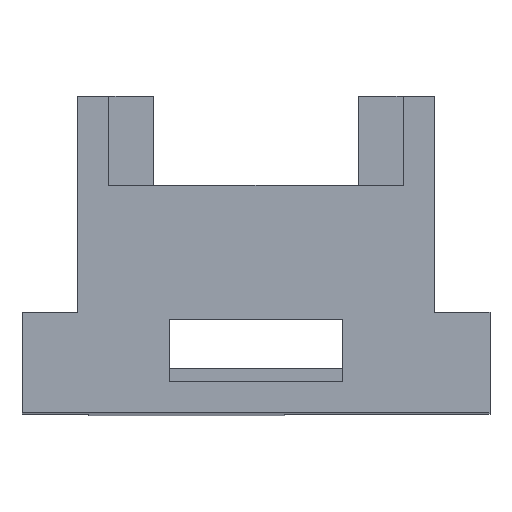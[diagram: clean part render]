
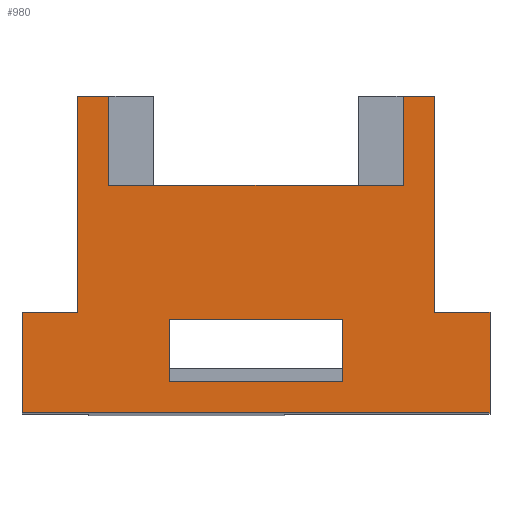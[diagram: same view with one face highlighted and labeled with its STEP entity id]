
A CAD part, top view. The second image highlights one B-rep face of the part: STEP entity #980.
In plain terms, the highlighted planar face has unit normal (0, 0, 1).
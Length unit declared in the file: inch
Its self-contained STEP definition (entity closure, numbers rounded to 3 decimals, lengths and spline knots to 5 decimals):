
#16=FACE_BOUND('',#114,.T.);
#64=FACE_OUTER_BOUND('',#113,.T.);
#113=EDGE_LOOP('',(#869,#870,#871,#872,#873,#874,#875,#876,#877,#878,#879,
#880));
#114=EDGE_LOOP('',(#881,#882,#883,#884));
#171=LINE('',#1400,#307);
#174=LINE('',#1405,#310);
#176=LINE('',#1410,#312);
#179=LINE('',#1415,#315);
#182=LINE('',#1420,#318);
#226=LINE('',#1512,#362);
#229=LINE('',#1518,#365);
#233=LINE('',#1526,#369);
#236=LINE('',#1531,#372);
#238=LINE('',#1535,#374);
#240=LINE('',#1538,#376);
#241=LINE('',#1540,#377);
#245=LINE('',#1546,#381);
#247=LINE('',#1551,#383);
#249=LINE('',#1554,#385);
#250=LINE('',#1556,#386);
#307=VECTOR('',#1139,0.3937);
#310=VECTOR('',#1144,0.3937);
#312=VECTOR('',#1148,0.3937);
#315=VECTOR('',#1153,0.3937);
#318=VECTOR('',#1158,0.3937);
#362=VECTOR('',#1230,0.3937);
#365=VECTOR('',#1235,0.3937);
#369=VECTOR('',#1243,0.3937);
#372=VECTOR('',#1248,0.3937);
#374=VECTOR('',#1252,0.3937);
#376=VECTOR('',#1256,0.3937);
#377=VECTOR('',#1259,0.3937);
#381=VECTOR('',#1267,0.3937);
#383=VECTOR('',#1273,0.3937);
#385=VECTOR('',#1277,0.3937);
#386=VECTOR('',#1280,0.3937);
#429=VERTEX_POINT('',#1398);
#430=VERTEX_POINT('',#1399);
#431=VERTEX_POINT('',#1404);
#432=VERTEX_POINT('',#1408);
#433=VERTEX_POINT('',#1409);
#434=VERTEX_POINT('',#1414);
#435=VERTEX_POINT('',#1418);
#468=VERTEX_POINT('',#1509);
#469=VERTEX_POINT('',#1511);
#470=VERTEX_POINT('',#1515);
#471=VERTEX_POINT('',#1517);
#472=VERTEX_POINT('',#1524);
#473=VERTEX_POINT('',#1525);
#474=VERTEX_POINT('',#1530);
#475=VERTEX_POINT('',#1534);
#476=VERTEX_POINT('',#1550);
#533=EDGE_CURVE('',#429,#430,#171,.T.);
#536=EDGE_CURVE('',#430,#431,#174,.T.);
#538=EDGE_CURVE('',#432,#433,#176,.T.);
#541=EDGE_CURVE('',#434,#432,#179,.T.);
#544=EDGE_CURVE('',#434,#435,#182,.T.);
#588=EDGE_CURVE('',#469,#468,#226,.T.);
#591=EDGE_CURVE('',#471,#470,#229,.T.);
#595=EDGE_CURVE('',#472,#473,#233,.T.);
#598=EDGE_CURVE('',#473,#474,#236,.T.);
#600=EDGE_CURVE('',#474,#475,#238,.T.);
#602=EDGE_CURVE('',#475,#472,#240,.T.);
#603=EDGE_CURVE('',#435,#471,#241,.T.);
#607=EDGE_CURVE('',#470,#469,#245,.T.);
#609=EDGE_CURVE('',#468,#476,#247,.T.);
#611=EDGE_CURVE('',#476,#431,#249,.T.);
#612=EDGE_CURVE('',#433,#429,#250,.T.);
#869=ORIENTED_EDGE('',*,*,#544,.T.);
#870=ORIENTED_EDGE('',*,*,#603,.T.);
#871=ORIENTED_EDGE('',*,*,#591,.T.);
#872=ORIENTED_EDGE('',*,*,#607,.T.);
#873=ORIENTED_EDGE('',*,*,#588,.T.);
#874=ORIENTED_EDGE('',*,*,#609,.T.);
#875=ORIENTED_EDGE('',*,*,#611,.T.);
#876=ORIENTED_EDGE('',*,*,#536,.F.);
#877=ORIENTED_EDGE('',*,*,#533,.F.);
#878=ORIENTED_EDGE('',*,*,#612,.F.);
#879=ORIENTED_EDGE('',*,*,#538,.F.);
#880=ORIENTED_EDGE('',*,*,#541,.F.);
#881=ORIENTED_EDGE('',*,*,#602,.T.);
#882=ORIENTED_EDGE('',*,*,#595,.T.);
#883=ORIENTED_EDGE('',*,*,#598,.T.);
#884=ORIENTED_EDGE('',*,*,#600,.T.);
#932=PLANE('',#1048);
#980=ADVANCED_FACE('',(#64,#16),#932,.T.);
#1048=AXIS2_PLACEMENT_3D('',#1557,#1281,#1282);
#1139=DIRECTION('',(0.,1.,0.));
#1144=DIRECTION('',(1.,0.,0.));
#1148=DIRECTION('',(0.,-1.,0.));
#1153=DIRECTION('',(1.,0.,0.));
#1158=DIRECTION('',(0.,1.,0.));
#1230=DIRECTION('',(0.,1.,0.));
#1235=DIRECTION('',(0.,-1.,0.));
#1243=DIRECTION('',(1.,0.,0.));
#1248=DIRECTION('',(0.,-1.,0.));
#1252=DIRECTION('',(-1.,0.,0.));
#1256=DIRECTION('',(0.,1.,0.));
#1259=DIRECTION('',(-1.,0.,0.));
#1267=DIRECTION('',(-1.,0.,0.));
#1273=DIRECTION('',(-1.,0.,0.));
#1277=DIRECTION('',(0.,-1.,0.));
#1280=DIRECTION('',(-1.,0.,0.));
#1281=DIRECTION('center_axis',(0.,0.,1.));
#1282=DIRECTION('ref_axis',(1.,0.,0.));
#1398=CARTESIAN_POINT('',(-0.825,-0.175,0.));
#1399=CARTESIAN_POINT('',(-0.825,0.3875,0.));
#1400=CARTESIAN_POINT('',(-0.825,0.24688,0.));
#1404=CARTESIAN_POINT('',(-0.5125,0.3875,0.));
#1405=CARTESIAN_POINT('',(-0.0125,0.3875,0.));
#1408=CARTESIAN_POINT('',(1.8,0.3875,0.));
#1409=CARTESIAN_POINT('',(1.8,-0.175,0.));
#1410=CARTESIAN_POINT('',(1.8,-0.03438,0.));
#1414=CARTESIAN_POINT('',(1.4875,0.3875,0.));
#1415=CARTESIAN_POINT('',(1.14375,0.3875,0.));
#1418=CARTESIAN_POINT('',(1.4875,1.6,0.));
#1420=CARTESIAN_POINT('',(1.4875,-0.175,0.));
#1509=CARTESIAN_POINT('',(-0.3375,1.6,0.));
#1511=CARTESIAN_POINT('',(-0.3375,1.1,0.));
#1512=CARTESIAN_POINT('',(-0.3375,1.1,0.));
#1515=CARTESIAN_POINT('',(1.3125,1.1,0.));
#1517=CARTESIAN_POINT('',(1.3125,1.6,0.));
#1518=CARTESIAN_POINT('',(1.3125,1.6,0.));
#1524=CARTESIAN_POINT('',(0.,0.35,0.));
#1525=CARTESIAN_POINT('',(0.975,0.35,0.));
#1526=CARTESIAN_POINT('',(0.,0.35,0.));
#1530=CARTESIAN_POINT('',(0.975,0.,0.));
#1531=CARTESIAN_POINT('',(0.975,0.35,0.));
#1534=CARTESIAN_POINT('',(0.,0.,0.));
#1535=CARTESIAN_POINT('',(0.975,0.,0.));
#1538=CARTESIAN_POINT('',(0.,0.,0.));
#1540=CARTESIAN_POINT('',(1.4875,1.6,0.));
#1546=CARTESIAN_POINT('',(1.3125,1.1,0.));
#1550=CARTESIAN_POINT('',(-0.5125,1.6,0.));
#1551=CARTESIAN_POINT('',(-0.3375,1.6,0.));
#1554=CARTESIAN_POINT('',(-0.5125,1.6,0.));
#1556=CARTESIAN_POINT('',(0.9875,-0.175,0.));
#1557=CARTESIAN_POINT('Origin',(0.4875,0.7125,0.));
